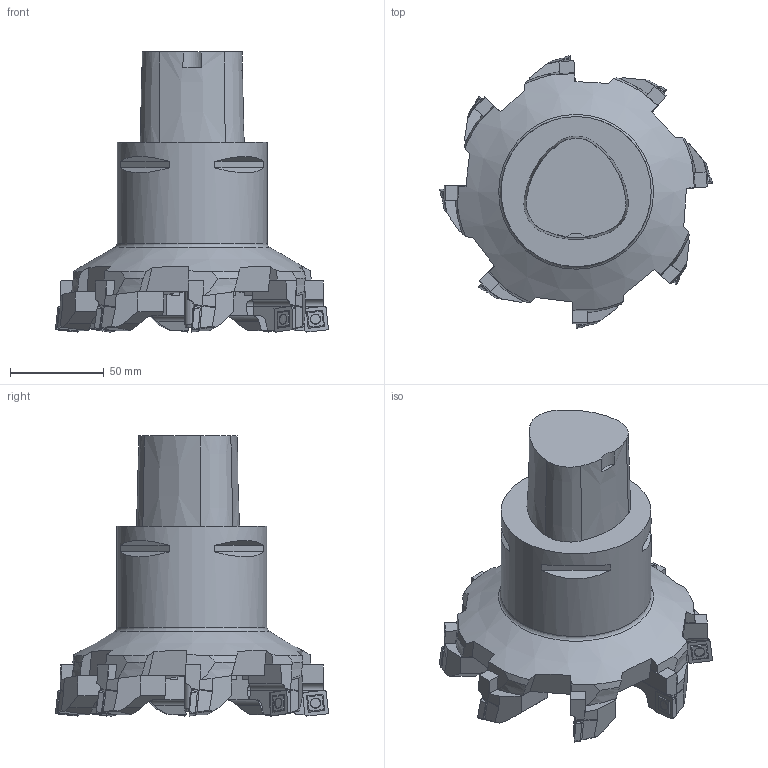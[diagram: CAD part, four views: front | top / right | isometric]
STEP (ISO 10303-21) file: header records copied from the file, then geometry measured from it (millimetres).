
FILE_DESCRIPTION(/* description */ (''),/* implementation_level */ '2;1');
FILE_NAME(/* name */ '1547115622150.stp',/* time_stamp */ '2019-01-10T11:20:40+01:00',/* author */ (''),/* organization */ ('SMS'),/* preprocessor_version */ 'ST-DEVELOPER v15',/* originating_system */ 'SIEMENS PLM Software NX 8.5',/* authorisation */ '');
FILE_SCHEMA (('AUTOMOTIVE_DESIGN { 1 0 10303 214 3 1 1 1 }'));
Length unit declared in the file: millimetre
Products named in the file (7): ASSEMBLY_CONSTRUCTION; 201012610mod000_00; 201023914mod000_00; 202014476mod000_00; 201023932mod000_01; 202014544mod000_00
Assembly tree (13 placements, depth 3):
  202014544mod000_00
    202014476mod000_00
    201023932mod000_01  x8
      201023914mod000_00
      201012610mod000_00
      ASSEMBLY_CONSTRUCTION
    ASSEMBLY_CONSTRUCTION
Bounding box: 145.31 x 145.41 x 149.21 mm (x, y, z)
Volume: 681272.5 mm3; surface area: 87574.5 mm2
Topology: 17 solids, 17 shells, 694 faces, 1890 edges, 1336 vertices
Faces by surface type: plane 473, cone 96, torus 65, cylinder 60
Full cylindrical faces by diameter (mm): 4 x16, 8.011 x1, 67 x1, 80 x1
Entity records: 6501 total; most frequent: CARTESIAN_POINT 1296, DIRECTION 1019, ORIENTED_EDGE 1004, EDGE_CURVE 502, AXIS2_PLACEMENT_3D 357, VERTEX_POINT 351, LINE 305, VECTOR 305
